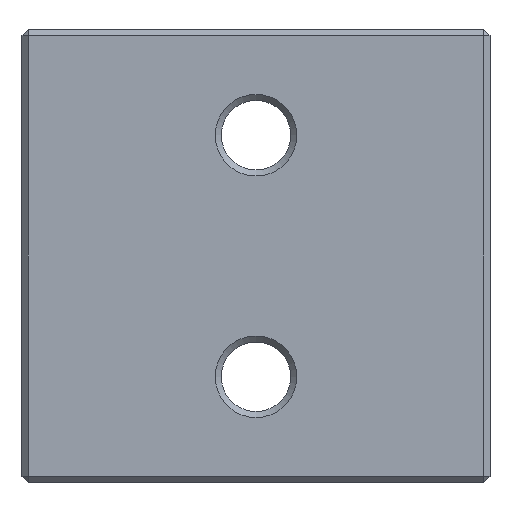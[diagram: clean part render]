
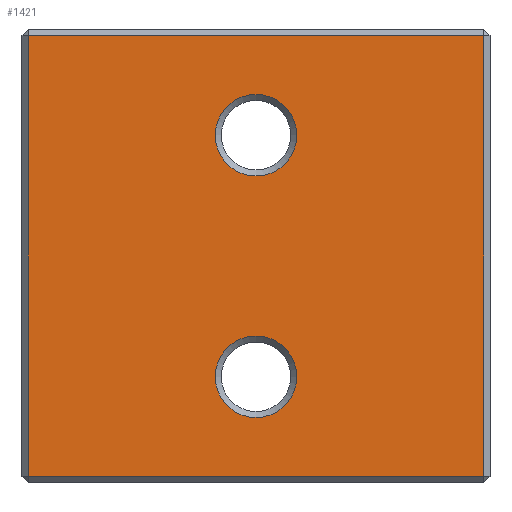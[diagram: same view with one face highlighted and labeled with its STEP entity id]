
A CAD part, front view. The second image highlights one B-rep face of the part: STEP entity #1421.
In plain terms, the highlighted planar face has unit normal (0, -1, 0).
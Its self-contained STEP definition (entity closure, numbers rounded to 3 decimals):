
#871 = VERTEX_POINT('',#872);
#872 = CARTESIAN_POINT('',(15.1,0.,0.4));
#880 = VERTEX_POINT('',#881);
#881 = CARTESIAN_POINT('',(-15.1,0.,0.4));
#887 = EDGE_CURVE('',#871,#880,#888,.T.);
#888 = LINE('',#889,#890);
#889 = CARTESIAN_POINT('',(15.5,0.,0.4));
#890 = VECTOR('',#891,1.);
#891 = DIRECTION('',(-1.,0.,0.));
#1060 = VERTEX_POINT('',#1061);
#1061 = CARTESIAN_POINT('',(-15.1,0.,29.6));
#1069 = VERTEX_POINT('',#1070);
#1070 = CARTESIAN_POINT('',(15.1,0.,29.6));
#1076 = EDGE_CURVE('',#1060,#1069,#1077,.T.);
#1077 = LINE('',#1078,#1079);
#1078 = CARTESIAN_POINT('',(-15.5,0.,29.6));
#1079 = VECTOR('',#1080,1.);
#1080 = DIRECTION('',(1.,0.,0.));
#1421 = ADVANCED_FACE('',(#1422,#1438,#1449),#1460,.T.);
#1422 = FACE_BOUND('',#1423,.T.);
#1423 = EDGE_LOOP('',(#1424,#1425,#1431,#1432));
#1424 = ORIENTED_EDGE('',*,*,#887,.F.);
#1425 = ORIENTED_EDGE('',*,*,#1426,.T.);
#1426 = EDGE_CURVE('',#871,#1069,#1427,.T.);
#1427 = LINE('',#1428,#1429);
#1428 = CARTESIAN_POINT('',(15.1,0.,0.));
#1429 = VECTOR('',#1430,1.);
#1430 = DIRECTION('',(0.,0.,1.));
#1431 = ORIENTED_EDGE('',*,*,#1076,.F.);
#1432 = ORIENTED_EDGE('',*,*,#1433,.F.);
#1433 = EDGE_CURVE('',#880,#1060,#1434,.T.);
#1434 = LINE('',#1435,#1436);
#1435 = CARTESIAN_POINT('',(-15.1,0.,0.));
#1436 = VECTOR('',#1437,1.);
#1437 = DIRECTION('',(0.,0.,1.));
#1438 = FACE_BOUND('',#1439,.T.);
#1439 = EDGE_LOOP('',(#1440));
#1440 = ORIENTED_EDGE('',*,*,#1441,.T.);
#1441 = EDGE_CURVE('',#1442,#1442,#1444,.T.);
#1442 = VERTEX_POINT('',#1443);
#1443 = CARTESIAN_POINT('',(-2.7,0.,23.));
#1444 = CIRCLE('',#1445,2.7);
#1445 = AXIS2_PLACEMENT_3D('',#1446,#1447,#1448);
#1446 = CARTESIAN_POINT('',(0.,0.,23.));
#1447 = DIRECTION('',(0.,1.,-0.));
#1448 = DIRECTION('',(-1.,0.,0.));
#1449 = FACE_BOUND('',#1450,.T.);
#1450 = EDGE_LOOP('',(#1451));
#1451 = ORIENTED_EDGE('',*,*,#1452,.T.);
#1452 = EDGE_CURVE('',#1453,#1453,#1455,.T.);
#1453 = VERTEX_POINT('',#1454);
#1454 = CARTESIAN_POINT('',(-2.7,0.,7.));
#1455 = CIRCLE('',#1456,2.7);
#1456 = AXIS2_PLACEMENT_3D('',#1457,#1458,#1459);
#1457 = CARTESIAN_POINT('',(0.,0.,7.));
#1458 = DIRECTION('',(0.,1.,-0.));
#1459 = DIRECTION('',(-1.,0.,0.));
#1460 = PLANE('',#1461);
#1461 = AXIS2_PLACEMENT_3D('',#1462,#1463,#1464);
#1462 = CARTESIAN_POINT('',(0.,0.,15.));
#1463 = DIRECTION('',(-0.,-1.,-0.));
#1464 = DIRECTION('',(0.,0.,-1.));
